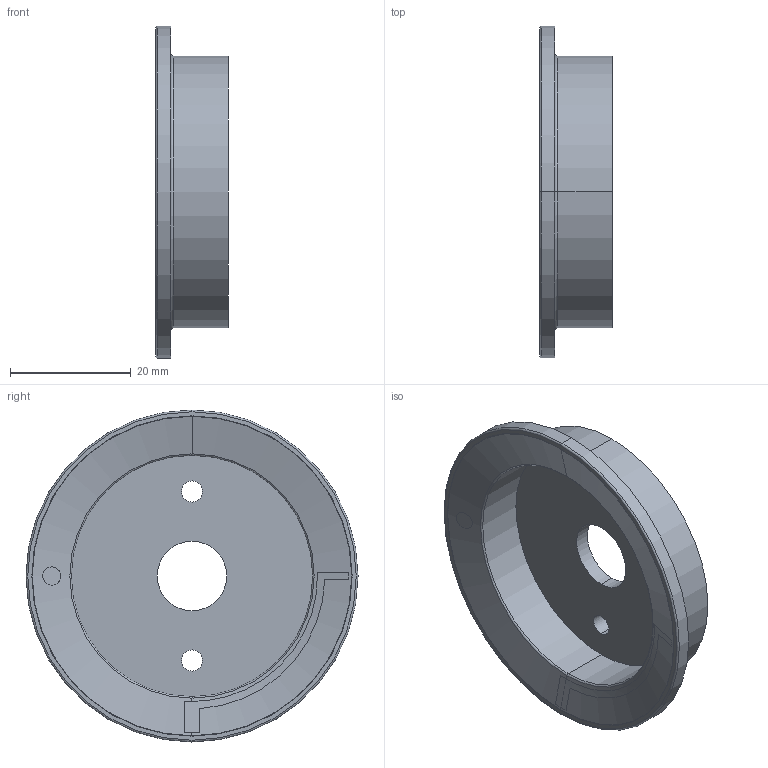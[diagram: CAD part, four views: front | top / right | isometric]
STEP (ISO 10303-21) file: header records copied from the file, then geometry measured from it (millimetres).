
FILE_DESCRIPTION (( 'STEP AP203' ), '1' );
FILE_NAME ('NOX_OVEN_DT02_19_V01_KNOB_RING.STEP', '2020-12-03T14:35:45', ( '' ), ( '' ), 'SwSTEP 2.0', 'SolidWorks 2019', '' );
FILE_SCHEMA (( 'CONFIG_CONTROL_DESIGN' ));
Length unit declared in the file: millimetre
Products named in the file (1): NOX_OVEN_DT02_19_V01_KNOB_RING
Bounding box: 12 x 55 x 55 mm (x, y, z)
Surface area: 7460.3 mm2 (no closed solid volume)
Topology: 0 solids, 3 shells, 28 faces, 66 edges, 44 vertices
Faces by surface type: cylinder 12, torus 8, cone 4, plane 4
Entity records: 1002 total; most frequent: CARTESIAN_POINT 240, DIRECTION 164, ORIENTED_EDGE 122, AXIS2_PLACEMENT_3D 75, EDGE_CURVE 66, CIRCLE 46, VERTEX_POINT 44, EDGE_LOOP 36
